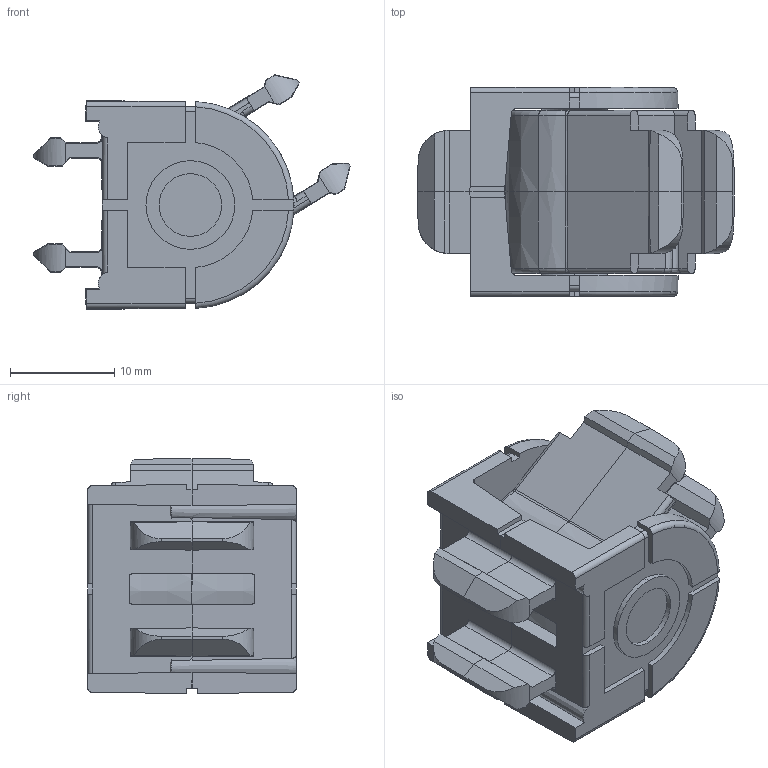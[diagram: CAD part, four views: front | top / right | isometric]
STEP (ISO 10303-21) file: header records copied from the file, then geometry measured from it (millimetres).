
FILE_DESCRIPTION (( 'STEP AP203' ), '1' );
FILE_NAME ('20-00256-001b.STEP', '2014-04-13T23:52:39', ( 'Nicholas Morozovsky' ), ( '' ), 'SwSTEP 2.0', 'SolidWorks 2012', '' );
FILE_SCHEMA (( 'CONFIG_CONTROL_DESIGN' ));
Length unit declared in the file: millimetre
Products named in the file (1): 20-00256-001b
Bounding box: 30.31 x 20 x 22.48 mm (x, y, z)
Volume: 4063.7 mm3; surface area: 5551.5 mm2
Topology: 4 solids, 4 shells, 437 faces, 1190 edges, 759 vertices
Faces by surface type: plane 209, cylinder 86, cone 85, bspline 34, torus 23
Entity records: 14325 total; most frequent: CARTESIAN_POINT 3908, ORIENTED_EDGE 2356, DIRECTION 1969, EDGE_CURVE 1178, VERTEX_POINT 759, AXIS2_PLACEMENT_3D 671, LINE 627, VECTOR 627
